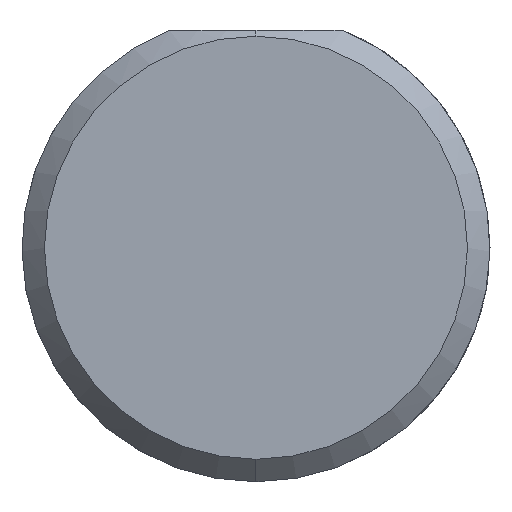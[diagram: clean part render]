
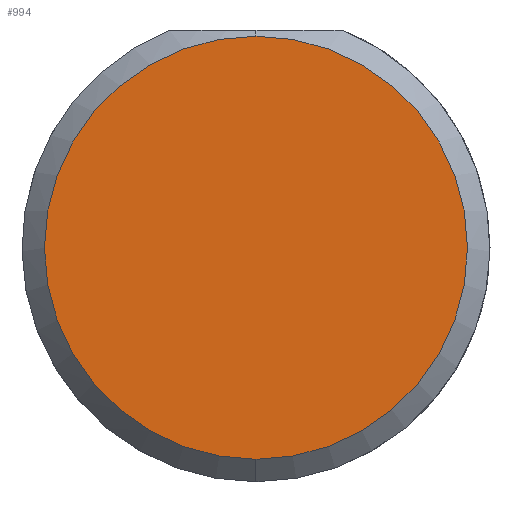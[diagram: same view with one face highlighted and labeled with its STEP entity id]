
A CAD part, left-side view. The second image highlights one B-rep face of the part: STEP entity #994.
In plain terms, the highlighted planar face has unit normal (-1, 0, 0).
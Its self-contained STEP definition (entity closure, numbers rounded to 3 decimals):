
#38 = ORIENTED_EDGE ( 'NONE', *, *, #1190, .T. ) ;
#63 = DIRECTION ( 'NONE',  ( 0., 0., -1. ) ) ;
#81 = CARTESIAN_POINT ( 'NONE',  ( 0., 0., -3.584 ) ) ;
#87 = EDGE_CURVE ( 'NONE', #690, #679, #425, .T. ) ;
#89 = DIRECTION ( 'NONE',  ( -1., 0., 0. ) ) ;
#191 = DIRECTION ( 'NONE',  ( 0., 0., -1. ) ) ;
#278 = CIRCLE ( 'NONE', #944, 3.584 ) ;
#372 = CARTESIAN_POINT ( 'NONE',  ( 0., 0., 0. ) ) ;
#389 = CARTESIAN_POINT ( 'NONE',  ( 0., 0., 0. ) ) ;
#425 = CIRCLE ( 'NONE', #754, 3.584 ) ;
#432 = AXIS2_PLACEMENT_3D ( 'NONE', #538, #925, #63 ) ;
#508 = ORIENTED_EDGE ( 'NONE', *, *, #87, .T. ) ;
#538 = CARTESIAN_POINT ( 'NONE',  ( 0., 0., 0. ) ) ;
#642 = CARTESIAN_POINT ( 'NONE',  ( 0., 0., 3.584 ) ) ;
#679 = VERTEX_POINT ( 'NONE', #642 ) ;
#690 = VERTEX_POINT ( 'NONE', #81 ) ;
#754 = AXIS2_PLACEMENT_3D ( 'NONE', #372, #863, #191 ) ;
#863 = DIRECTION ( 'NONE',  ( -1., 0., 0. ) ) ;
#899 = EDGE_LOOP ( 'NONE', ( #508, #38 ) ) ;
#925 = DIRECTION ( 'NONE',  ( 1., 0., 0. ) ) ;
#930 = PLANE ( 'NONE',  #432 ) ;
#944 = AXIS2_PLACEMENT_3D ( 'NONE', #389, #89, #1237 ) ;
#994 = ADVANCED_FACE ( 'NONE', ( #1208 ), #930, .F. ) ;
#1190 = EDGE_CURVE ( 'NONE', #679, #690, #278, .T. ) ;
#1208 = FACE_OUTER_BOUND ( 'NONE', #899, .T. ) ;
#1237 = DIRECTION ( 'NONE',  ( 0., 0., -1. ) ) ;
